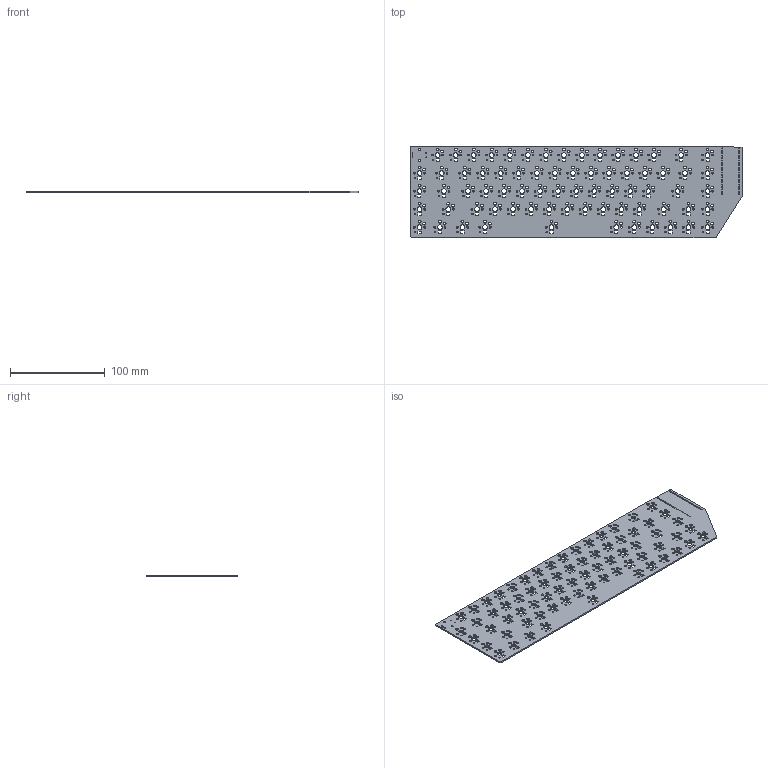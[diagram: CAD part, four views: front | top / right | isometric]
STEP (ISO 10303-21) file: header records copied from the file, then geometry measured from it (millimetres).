
FILE_DESCRIPTION(('KiCad electronic assembly'),'2;1');
FILE_NAME('Cacao.step','2025-06-04T19:50:19',('Pcbnew'),('Kicad'), 'Open CASCADE STEP processor 7.8','KiCad to STEP converter','Unknown' );
FILE_SCHEMA(('AUTOMOTIVE_DESIGN { 1 0 10303 214 1 1 1 1 }'));
Length unit declared in the file: millimetre
Products named in the file (2): Cacao 1; Cacao_PCB
Assembly tree (1 placements, depth 2):
  Cacao 1
    Cacao_PCB
Bounding box: 350.64 x 97.04 x 1.51 mm (x, y, z)
Volume: 44655.4 mm3; surface area: 67744.2 mm2
Topology: 1 solids, 1 shells, 777 faces, 2325 edges, 1550 vertices
Faces by surface type: cylinder 479, plane 298
Full cylindrical faces by diameter (mm): 1 x45, 1.6 x72, 1.9 x144, 2.2 x2, 3.05 x144, 5.05 x72
Entity records: 28798 total; most frequent: DIRECTION 4841, CARTESIAN_POINT 4654, ORIENTED_EDGE 4650, EDGE_CURVE 2325, FACE_BOUND 1879, EDGE_LOOP 1879, AXIS2_PLACEMENT_3D 1737, VERTEX_POINT 1550
